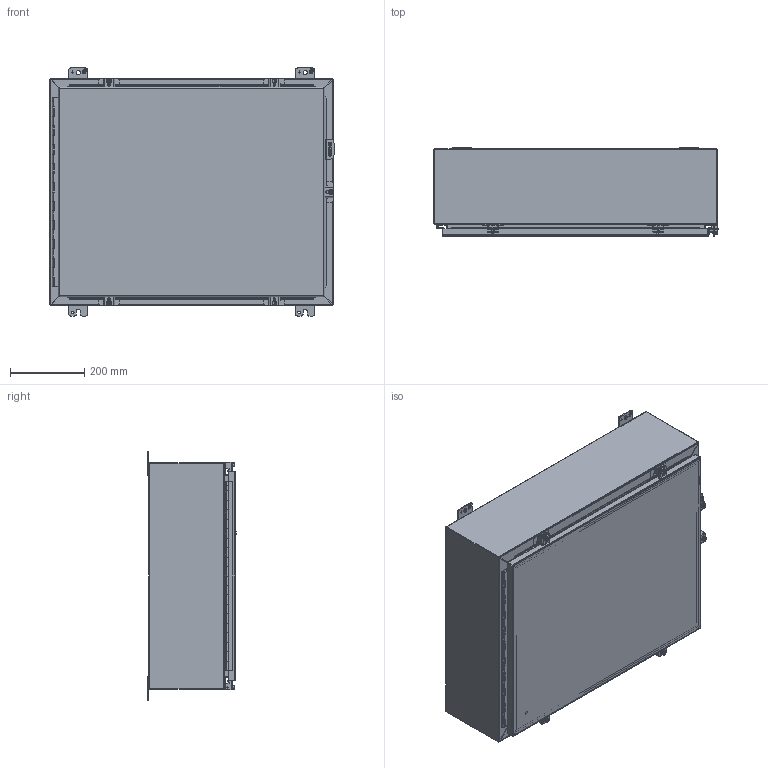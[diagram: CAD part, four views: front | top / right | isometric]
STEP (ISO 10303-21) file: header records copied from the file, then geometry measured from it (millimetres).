
FILE_DESCRIPTION (( 'STEP AP203' ), '1' );
FILE_NAME ('1418N4SSKR8_Default.step', '2019-11-01T21:03:47', ( 'ADC123' ), ( 'Microsoft' ), 'SwSTEP 2.0', 'SolidWorks 2019', '' );
FILE_SCHEMA (( 'CONFIG_CONTROL_DESIGN' ));
Products named in the file (1): 1418N4SSKR8_Default
Bounding box: 763.6 x 238.12 x 666.75 mm (x, y, z)
Volume: 4216143 mm3; surface area: 4348947.5 mm2
Topology: 43 solids, 44 shells, 1634 faces, 4268 edges, 2772 vertices
Faces by surface type: plane 1013, cylinder 526, bspline 84, cone 11
Entity records: 53953 total; most frequent: CARTESIAN_POINT 13598, ORIENTED_EDGE 8528, DIRECTION 8128, EDGE_CURVE 4264, LINE 2980, VECTOR 2980, VERTEX_POINT 2772, AXIS2_PLACEMENT_3D 2574
